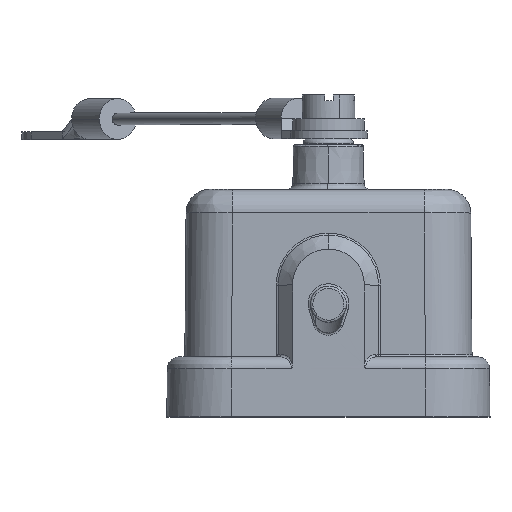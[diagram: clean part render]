
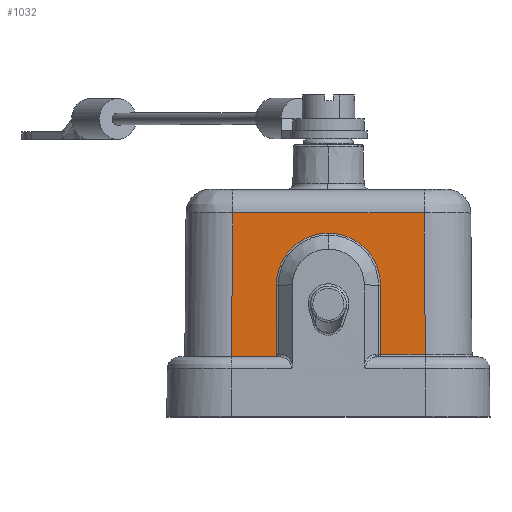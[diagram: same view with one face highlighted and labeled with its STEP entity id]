
A CAD part, top view. The second image highlights one B-rep face of the part: STEP entity #1032.
In plain terms, the highlighted planar face has unit normal (0, 0.009, 1).
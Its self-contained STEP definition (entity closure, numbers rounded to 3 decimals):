
#218=PLANE('',#4030);
#475=LINE('',#8351,#708);
#476=LINE('',#8355,#709);
#478=LINE('',#8369,#711);
#484=LINE('',#8495,#717);
#488=LINE('',#8514,#721);
#489=LINE('',#8528,#722);
#708=VECTOR('',#4515,1.);
#709=VECTOR('',#4520,1.);
#711=VECTOR('',#4526,1.);
#717=VECTOR('',#4556,1.);
#721=VECTOR('',#4568,1.);
#722=VECTOR('',#4571,1.);
#882=(
BOUNDED_CURVE()
B_SPLINE_CURVE(3,(#8364,#8365,#8366,#8367),.UNSPECIFIED.,.F.,.F.)
B_SPLINE_CURVE_WITH_KNOTS((4,4),(0.,1.),.UNSPECIFIED.)
CURVE()
GEOMETRIC_REPRESENTATION_ITEM()
RATIONAL_B_SPLINE_CURVE((1.,0.959,0.959,1.))
REPRESENTATION_ITEM('')
);
#1032=ADVANCED_FACE('',(#1266),#218,.T.);
#1266=FACE_OUTER_BOUND('',#1494,.T.);
#1494=EDGE_LOOP('',(#2378,#2379,#2380,#2381,#2382,#2383,#2384,#2385,#2386));
#2378=ORIENTED_EDGE('',*,*,#3485,.T.);
#2379=ORIENTED_EDGE('',*,*,#3486,.T.);
#2380=ORIENTED_EDGE('',*,*,#3478,.T.);
#2381=ORIENTED_EDGE('',*,*,#3480,.T.);
#2382=ORIENTED_EDGE('',*,*,#3482,.T.);
#2383=ORIENTED_EDGE('',*,*,#3511,.F.);
#2384=ORIENTED_EDGE('',*,*,#3512,.F.);
#2385=ORIENTED_EDGE('',*,*,#3509,.T.);
#2386=ORIENTED_EDGE('',*,*,#3502,.T.);
#3006=VERTEX_POINT('',#8099);
#3021=VERTEX_POINT('',#8325);
#3022=VERTEX_POINT('',#8348);
#3023=VERTEX_POINT('',#8354);
#3024=VERTEX_POINT('',#8358);
#3025=VERTEX_POINT('',#8363);
#3032=VERTEX_POINT('',#8496);
#3035=VERTEX_POINT('',#8515);
#3036=VERTEX_POINT('',#8527);
#3478=EDGE_CURVE('',#3022,#3021,#3830,.T.);
#3480=EDGE_CURVE('',#3021,#3006,#475,.T.);
#3482=EDGE_CURVE('',#3006,#3023,#476,.T.);
#3485=EDGE_CURVE('',#3024,#3025,#882,.T.);
#3486=EDGE_CURVE('',#3025,#3022,#478,.T.);
#3502=EDGE_CURVE('',#3032,#3024,#484,.T.);
#3509=EDGE_CURVE('',#3035,#3032,#488,.T.);
#3511=EDGE_CURVE('',#3036,#3023,#3835,.T.);
#3512=EDGE_CURVE('',#3035,#3036,#489,.T.);
#3830=B_SPLINE_CURVE_WITH_KNOTS('',3,(#8326,#8327,#8328,#8329,#8330,#8331,
#8332,#8333,#8334,#8335,#8336,#8337,#8338,#8339,#8340,#8341,#8342,#8343,
#8344,#8345,#8346,#8347),.UNSPECIFIED.,.F.,.F.,(4,2,2,2,2,2,2,2,2,2,4),
(0.,0.063,0.125,0.25,0.375,0.5,0.625,0.75,0.813,0.875,1.),
 .UNSPECIFIED.);
#3835=B_SPLINE_CURVE_WITH_KNOTS('',3,(#8523,#8524,#8525,#8526),
 .UNSPECIFIED.,.F.,.F.,(4,4),(0.,1.),.UNSPECIFIED.);
#4030=AXIS2_PLACEMENT_3D('',#8529,#4572,#4573);
#4515=DIRECTION('',(0.,-1.,0.009));
#4520=DIRECTION('',(1.,0.,0.));
#4526=DIRECTION('',(0.,1.,-0.009));
#4556=DIRECTION('',(1.,0.,0.));
#4568=DIRECTION('',(-0.009,-1.,0.009));
#4571=DIRECTION('',(1.,0.,0.));
#4572=DIRECTION('',(0.,0.009,1.));
#4573=DIRECTION('',(0.,1.,-0.009));
#8099=CARTESIAN_POINT('',(4.342,0.198,11.998));
#8325=CARTESIAN_POINT('',(4.342,5.987,11.948));
#8326=CARTESIAN_POINT('',(-4.342,5.987,11.948));
#8327=CARTESIAN_POINT('',(-4.342,6.276,11.945));
#8328=CARTESIAN_POINT('',(-4.314,6.559,11.943));
#8329=CARTESIAN_POINT('',(-4.204,7.113,11.938));
#8330=CARTESIAN_POINT('',(-4.12,7.386,11.936));
#8331=CARTESIAN_POINT('',(-3.794,8.174,11.929));
#8332=CARTESIAN_POINT('',(-3.473,8.654,11.924));
#8333=CARTESIAN_POINT('',(-2.668,9.46,11.917));
#8334=CARTESIAN_POINT('',(-2.188,9.78,11.915));
#8335=CARTESIAN_POINT('',(-1.135,10.216,11.911));
#8336=CARTESIAN_POINT('',(-0.569,10.329,11.91));
#8337=CARTESIAN_POINT('',(0.569,10.329,11.91));
#8338=CARTESIAN_POINT('',(1.136,10.216,11.911));
#8339=CARTESIAN_POINT('',(2.188,9.78,11.915));
#8340=CARTESIAN_POINT('',(2.668,9.459,11.917));
#8341=CARTESIAN_POINT('',(3.272,8.856,11.923));
#8342=CARTESIAN_POINT('',(3.452,8.636,11.925));
#8343=CARTESIAN_POINT('',(3.769,8.162,11.929));
#8344=CARTESIAN_POINT('',(3.902,7.913,11.931));
#8345=CARTESIAN_POINT('',(4.231,7.119,11.938));
#8346=CARTESIAN_POINT('',(4.341,6.565,11.943));
#8347=CARTESIAN_POINT('',(4.342,5.987,11.948));
#8348=CARTESIAN_POINT('',(-4.342,5.987,11.948));
#8351=CARTESIAN_POINT('',(4.342,0.,12.));
#8354=CARTESIAN_POINT('',(8.098,0.198,11.998));
#8355=CARTESIAN_POINT('',(-13.448,0.198,11.998));
#8358=CARTESIAN_POINT('',(-4.512,0.,12.));
#8363=CARTESIAN_POINT('',(-4.342,0.047,12.));
#8364=CARTESIAN_POINT('',(-4.512,0.,12.));
#8365=CARTESIAN_POINT('',(-4.449,0.,12.));
#8366=CARTESIAN_POINT('',(-4.39,0.016,12.));
#8367=CARTESIAN_POINT('',(-4.342,0.047,12.));
#8369=CARTESIAN_POINT('',(-4.342,0.,12.));
#8495=CARTESIAN_POINT('',(-13.448,0.,12.));
#8496=CARTESIAN_POINT('',(-8.1,0.,12.));
#8514=CARTESIAN_POINT('',(-7.995,12.017,11.895));
#8515=CARTESIAN_POINT('',(-7.995,12.017,11.895));
#8523=CARTESIAN_POINT('',(7.995,12.017,11.895));
#8524=CARTESIAN_POINT('',(8.03,8.078,11.93));
#8525=CARTESIAN_POINT('',(8.064,4.138,11.964));
#8526=CARTESIAN_POINT('',(8.098,0.198,11.998));
#8527=CARTESIAN_POINT('',(7.995,12.017,11.895));
#8528=CARTESIAN_POINT('',(-8.182,12.017,11.895));
#8529=CARTESIAN_POINT('',(-13.448,0.,12.));
